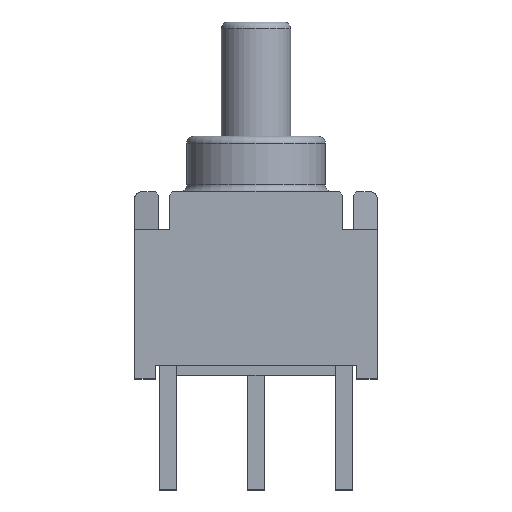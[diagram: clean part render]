
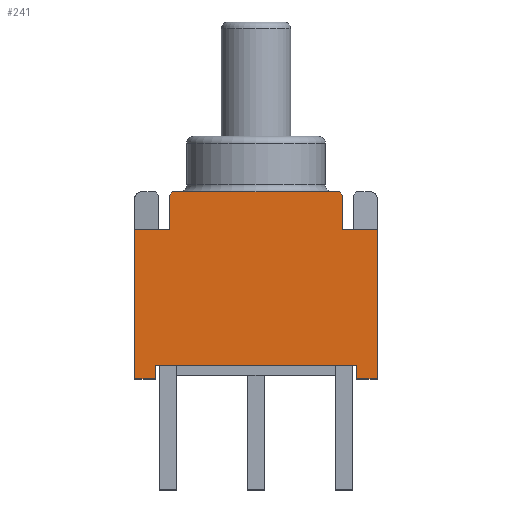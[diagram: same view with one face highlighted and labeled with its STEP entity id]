
A CAD part, top view. The second image highlights one B-rep face of the part: STEP entity #241.
In plain terms, the highlighted planar face has unit normal (0, 0, 1).
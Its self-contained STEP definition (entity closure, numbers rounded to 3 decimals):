
#241 = ADVANCED_FACE( '', ( #485 ), #486, .T. );
#485 = FACE_OUTER_BOUND( '', #773, .T. );
#486 = PLANE( '', #774 );
#773 = EDGE_LOOP( '', ( #1108, #1109, #1110, #1111, #1112, #1113, #1114, #1115, #1116, #1117, #1118, #1119, #1120, #1121 ) );
#774 = AXIS2_PLACEMENT_3D( '', #1122, #1123, #1124 );
#1108 = ORIENTED_EDGE( '', *, *, #1865, .T. );
#1109 = ORIENTED_EDGE( '', *, *, #1835, .F. );
#1110 = ORIENTED_EDGE( '', *, *, #1866, .T. );
#1111 = ORIENTED_EDGE( '', *, *, #1867, .T. );
#1112 = ORIENTED_EDGE( '', *, *, #1842, .T. );
#1113 = ORIENTED_EDGE( '', *, *, #1868, .T. );
#1114 = ORIENTED_EDGE( '', *, *, #1869, .T. );
#1115 = ORIENTED_EDGE( '', *, *, #1870, .T. );
#1116 = ORIENTED_EDGE( '', *, *, #1871, .T. );
#1117 = ORIENTED_EDGE( '', *, *, #1872, .T. );
#1118 = ORIENTED_EDGE( '', *, *, #1873, .T. );
#1119 = ORIENTED_EDGE( '', *, *, #1874, .T. );
#1120 = ORIENTED_EDGE( '', *, *, #1807, .T. );
#1121 = ORIENTED_EDGE( '', *, *, #1875, .T. );
#1122 = CARTESIAN_POINT( '', ( 0., 0., 2.25 ) );
#1123 = DIRECTION( '', ( 0., 0., 1. ) );
#1124 = DIRECTION( '', ( 1., 0., 0. ) );
#1807 = EDGE_CURVE( '', #2117, #2115, #2118, .T. );
#1835 = EDGE_CURVE( '', #2166, #2161, #2168, .T. );
#1842 = EDGE_CURVE( '', #2171, #2179, #2181, .T. );
#1865 = EDGE_CURVE( '', #2220, #2161, #2221, .T. );
#1866 = EDGE_CURVE( '', #2166, #2222, #2223, .T. );
#1867 = EDGE_CURVE( '', #2222, #2171, #2224, .T. );
#1868 = EDGE_CURVE( '', #2179, #2225, #2226, .T. );
#1869 = EDGE_CURVE( '', #2225, #2227, #2228, .T. );
#1870 = EDGE_CURVE( '', #2227, #2229, #2230, .T. );
#1871 = EDGE_CURVE( '', #2229, #2231, #2232, .T. );
#1872 = EDGE_CURVE( '', #2231, #2233, #2234, .T. );
#1873 = EDGE_CURVE( '', #2233, #2235, #2236, .T. );
#1874 = EDGE_CURVE( '', #2235, #2117, #2237, .T. );
#1875 = EDGE_CURVE( '', #2115, #2220, #2238, .T. );
#2115 = VERTEX_POINT( '', #2572 );
#2117 = VERTEX_POINT( '', #2575 );
#2118 = LINE( '', #2576, #2577 );
#2161 = VERTEX_POINT( '', #2634 );
#2166 = VERTEX_POINT( '', #2641 );
#2168 = LINE( '', #2644, #2645 );
#2171 = VERTEX_POINT( '', #2648 );
#2179 = VERTEX_POINT( '', #2660 );
#2181 = LINE( '', #2663, #2664 );
#2220 = VERTEX_POINT( '', #2719 );
#2221 = LINE( '', #2720, #2721 );
#2222 = VERTEX_POINT( '', #2722 );
#2223 = LINE( '', #2723, #2724 );
#2224 = LINE( '', #2725, #2726 );
#2225 = VERTEX_POINT( '', #2727 );
#2226 = LINE( '', #2728, #2729 );
#2227 = VERTEX_POINT( '', #2730 );
#2228 = LINE( '', #2731, #2732 );
#2229 = VERTEX_POINT( '', #2733 );
#2230 = LINE( '', #2734, #2735 );
#2231 = VERTEX_POINT( '', #2736 );
#2232 = LINE( '', #2737, #2738 );
#2233 = VERTEX_POINT( '', #2739 );
#2234 = LINE( '', #2740, #2741 );
#2235 = VERTEX_POINT( '', #2742 );
#2236 = LINE( '', #2743, #2744 );
#2237 = LINE( '', #2745, #2746 );
#2238 = LINE( '', #2747, #2748 );
#2572 = CARTESIAN_POINT( '', ( -3.5, -1.1, 2.25 ) );
#2575 = CARTESIAN_POINT( '', ( -2.5, -1.1, 2.25 ) );
#2576 = CARTESIAN_POINT( '', ( -2.5, -1.1, 2.25 ) );
#2577 = VECTOR( '', #3231, 1000. );
#2634 = CARTESIAN_POINT( '', ( -2.9, -5.4, 2.25 ) );
#2641 = CARTESIAN_POINT( '', ( -2.9, -5., 2.25 ) );
#2644 = CARTESIAN_POINT( '', ( -2.9, -5., 2.25 ) );
#2645 = VECTOR( '', #3264, 1000. );
#2648 = CARTESIAN_POINT( '', ( 2.9, -5.4, 2.25 ) );
#2660 = CARTESIAN_POINT( '', ( 3.5, -5.4, 2.25 ) );
#2663 = CARTESIAN_POINT( '', ( -3.5, -5.4, 2.25 ) );
#2664 = VECTOR( '', #3270, 1000. );
#2719 = CARTESIAN_POINT( '', ( -3.5, -5.4, 2.25 ) );
#2720 = CARTESIAN_POINT( '', ( -3.5, -5.4, 2.25 ) );
#2721 = VECTOR( '', #3290, 1000. );
#2722 = CARTESIAN_POINT( '', ( 2.9, -5., 2.25 ) );
#2723 = CARTESIAN_POINT( '', ( -2.9, -5., 2.25 ) );
#2724 = VECTOR( '', #3291, 1000. );
#2725 = CARTESIAN_POINT( '', ( 2.9, -5., 2.25 ) );
#2726 = VECTOR( '', #3292, 1000. );
#2727 = CARTESIAN_POINT( '', ( 3.5, -1.1, 2.25 ) );
#2728 = CARTESIAN_POINT( '', ( 3.5, -5.4, 2.25 ) );
#2729 = VECTOR( '', #3293, 1000. );
#2730 = CARTESIAN_POINT( '', ( 2.5, -1.1, 2.25 ) );
#2731 = CARTESIAN_POINT( '', ( 3.5, -1.1, 2.25 ) );
#2732 = VECTOR( '', #3294, 1000. );
#2733 = CARTESIAN_POINT( '', ( 2.5, -0.1, 2.25 ) );
#2734 = CARTESIAN_POINT( '', ( 2.5, -1.1, 2.25 ) );
#2735 = VECTOR( '', #3295, 1000. );
#2736 = CARTESIAN_POINT( '', ( 2.4, 0., 2.25 ) );
#2737 = CARTESIAN_POINT( '', ( 2.5, -0.1, 2.25 ) );
#2738 = VECTOR( '', #3296, 1000. );
#2739 = CARTESIAN_POINT( '', ( -2.4, 0., 2.25 ) );
#2740 = CARTESIAN_POINT( '', ( 2.4, 0., 2.25 ) );
#2741 = VECTOR( '', #3297, 1000. );
#2742 = CARTESIAN_POINT( '', ( -2.5, -0.1, 2.25 ) );
#2743 = CARTESIAN_POINT( '', ( -2.4, 0., 2.25 ) );
#2744 = VECTOR( '', #3298, 1000. );
#2745 = CARTESIAN_POINT( '', ( -2.5, -0.1, 2.25 ) );
#2746 = VECTOR( '', #3299, 1000. );
#2747 = CARTESIAN_POINT( '', ( -3.5, -1.1, 2.25 ) );
#2748 = VECTOR( '', #3300, 1000. );
#3231 = DIRECTION( '', ( -1., 0., 0. ) );
#3264 = DIRECTION( '', ( 0., -1., 0. ) );
#3270 = DIRECTION( '', ( 1., 0., 0. ) );
#3290 = DIRECTION( '', ( 1., 0., 0. ) );
#3291 = DIRECTION( '', ( 1., 0., 0. ) );
#3292 = DIRECTION( '', ( 0., -1., 0. ) );
#3293 = DIRECTION( '', ( 0., 1., 0. ) );
#3294 = DIRECTION( '', ( -1., 0., 0. ) );
#3295 = DIRECTION( '', ( 0., 1., 0. ) );
#3296 = DIRECTION( '', ( -0.707, 0.707, 0. ) );
#3297 = DIRECTION( '', ( -1., 0., 0. ) );
#3298 = DIRECTION( '', ( -0.707, -0.707, 0. ) );
#3299 = DIRECTION( '', ( 0., -1., 0. ) );
#3300 = DIRECTION( '', ( 0., -1., 0. ) );
